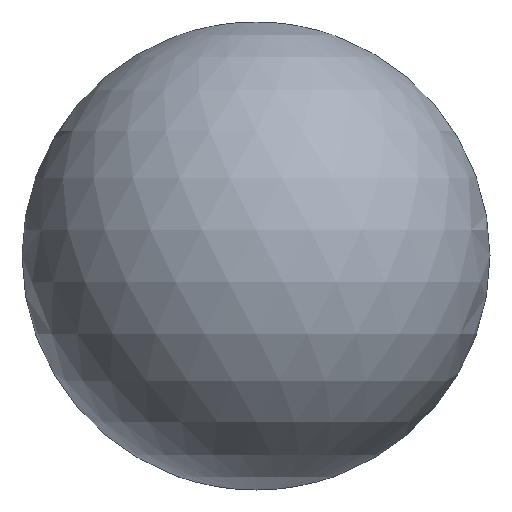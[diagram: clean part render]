
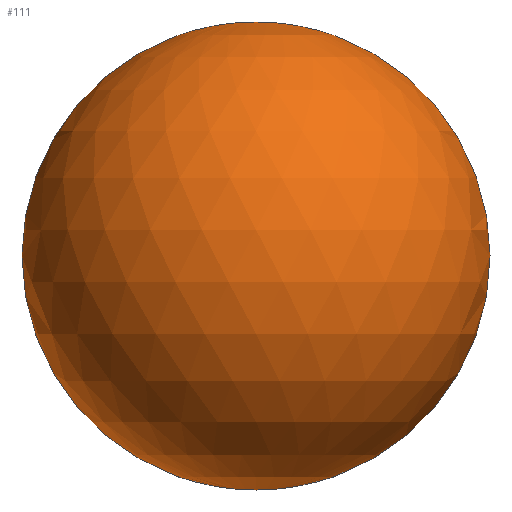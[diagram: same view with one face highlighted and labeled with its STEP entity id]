
A CAD part, left-side view. The second image highlights one B-rep face of the part: STEP entity #111.
In plain terms, the highlighted spherical face has radius 9.015 mm.
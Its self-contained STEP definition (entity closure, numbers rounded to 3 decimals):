
#14=SPHERICAL_SURFACE('',#134,9.015);
#35=FACE_OUTER_BOUND('',#49,.T.);
#49=EDGE_LOOP('',(#89));
#60=CIRCLE('',#135,9.);
#68=VERTEX_POINT('',#195);
#76=EDGE_CURVE('',#68,#68,#60,.T.);
#89=ORIENTED_EDGE('',*,*,#76,.F.);
#111=ADVANCED_FACE('',(#35),#14,.T.);
#134=AXIS2_PLACEMENT_3D('',#194,#165,#166);
#135=AXIS2_PLACEMENT_3D('',#196,#167,#168);
#165=DIRECTION('center_axis',(0.,0.,1.));
#166=DIRECTION('ref_axis',(1.,0.,0.));
#167=DIRECTION('center_axis',(1.,0.,0.));
#168=DIRECTION('ref_axis',(0.,0.,-1.));
#194=CARTESIAN_POINT('Origin',(-12.985,0.,0.));
#195=CARTESIAN_POINT('',(-13.5,9.,0.));
#196=CARTESIAN_POINT('Origin',(-13.5,0.,0.));
